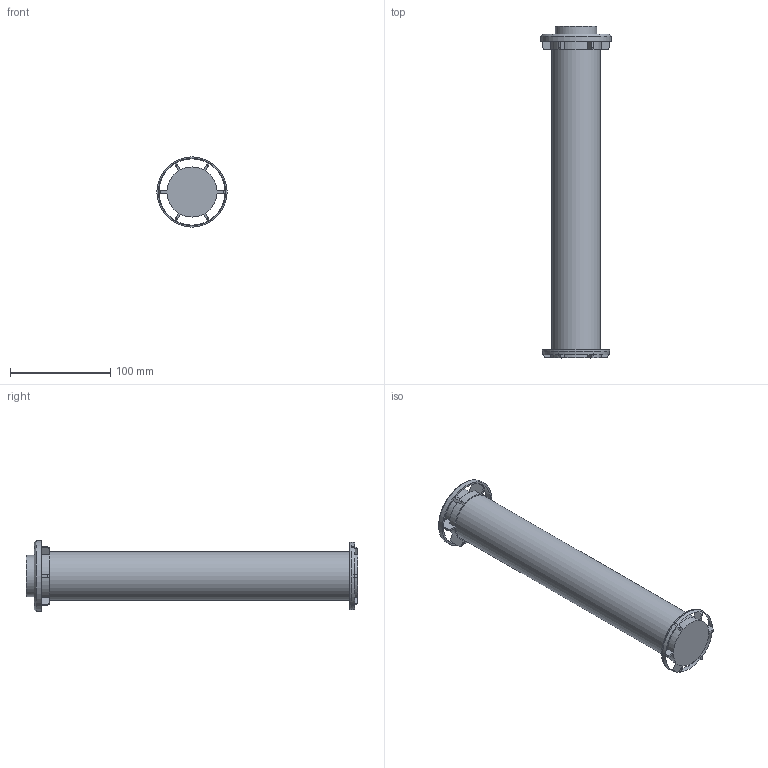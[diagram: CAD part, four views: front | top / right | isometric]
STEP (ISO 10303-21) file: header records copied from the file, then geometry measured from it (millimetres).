
FILE_DESCRIPTION(/* description */ ('STEP AP214'),/* implementation_level */ '2;1');
FILE_NAME(/* name */ '552944_MS9-LFM-A-HF',/* time_stamp */ '2024-09-11T16:25:04+02:00',/* author */ ('License CC BY-ND 4.0'),/* organization */ ('CADENAS'),/* preprocessor_version */ 'ST-DEVELOPER v19.3',/* originating_system */ 'PARTsolutions',/* authorisation */ ' ');
FILE_SCHEMA (('AUTOMOTIVE_DESIGN {1 0 10303 214 3 1 1}'));
Length unit declared in the file: millimetre
Products named in the file (1): 552944 MS9-LFM-A-HF
Bounding box: 70 x 331 x 70 mm (x, y, z)
Volume: 202188.4 mm3; surface area: 103847.9 mm2
Topology: 1 solids, 1 shells, 100 faces, 286 edges, 178 vertices
Faces by surface type: plane 46, cylinder 39, cone 15
Full cylindrical faces by diameter (mm): 30 x1, 35.2 x2, 38.3 x1, 40 x1, 41 x1, 48 x1, 67.3 x1, 70 x1
Entity records: 3266 total; most frequent: CARTESIAN_POINT 617, DIRECTION 562, ORIENTED_EDGE 540, EDGE_CURVE 270, AXIS2_PLACEMENT_3D 215, VERTEX_POINT 174, LINE 132, VECTOR 132
